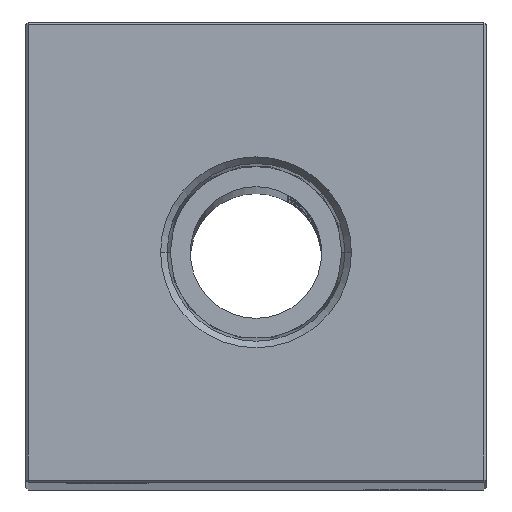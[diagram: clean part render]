
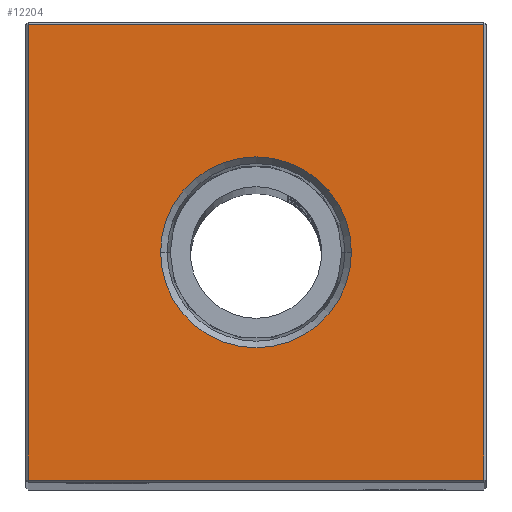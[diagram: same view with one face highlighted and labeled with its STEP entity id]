
A CAD part, top view. The second image highlights one B-rep face of the part: STEP entity #12204.
In plain terms, the highlighted planar face has unit normal (0, 0, 1).
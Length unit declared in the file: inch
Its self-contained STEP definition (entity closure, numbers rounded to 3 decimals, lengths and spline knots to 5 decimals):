
#284 = EDGE_CURVE ( 'NONE', #9132, #14868, #31994, .T. ) ;
#415 = VECTOR ( 'NONE', #26563, 39.37008 ) ;
#518 = DIRECTION ( 'NONE',  ( 0., -1., 0. ) ) ;
#1073 = AXIS2_PLACEMENT_3D ( 'NONE', #25329, #2321, #12557 ) ;
#1356 = CARTESIAN_POINT ( 'NONE',  ( -0.865, 0.865, 16. ) ) ;
#1619 = EDGE_CURVE ( 'NONE', #27460, #17056, #6045, .T. ) ;
#1903 = DIRECTION ( 'NONE',  ( 0., 1., 0. ) ) ;
#1979 = DIRECTION ( 'NONE',  ( 1., 0., 0. ) ) ;
#1995 = FACE_OUTER_BOUND ( 'NONE', #13492, .T. ) ;
#2321 = DIRECTION ( 'NONE',  ( 0., 0., -1. ) ) ;
#4342 = CARTESIAN_POINT ( 'NONE',  ( 0., 0., 16. ) ) ;
#4604 = AXIS2_PLACEMENT_3D ( 'NONE', #14752, #25008, #1979 ) ;
#5887 = CARTESIAN_POINT ( 'NONE',  ( -0.865, -0.865, 16. ) ) ;
#6026 = ORIENTED_EDGE ( 'NONE', *, *, #7543, .F. ) ;
#6045 = LINE ( 'NONE', #16336, #415 ) ;
#6911 = ORIENTED_EDGE ( 'NONE', *, *, #15380, .T. ) ;
#7543 = EDGE_CURVE ( 'NONE', #24814, #9829, #22211, .T. ) ;
#7675 = AXIS2_PLACEMENT_3D ( 'NONE', #4342, #14613, #24868 ) ;
#8950 = CARTESIAN_POINT ( 'NONE',  ( 0., 0.865, 16. ) ) ;
#9132 = VERTEX_POINT ( 'NONE', #14186 ) ;
#9829 = VERTEX_POINT ( 'NONE', #13857 ) ;
#10232 = VECTOR ( 'NONE', #518, 39.37008 ) ;
#10481 = EDGE_CURVE ( 'NONE', #9829, #24814, #19110, .T. ) ;
#10857 = ORIENTED_EDGE ( 'NONE', *, *, #1619, .T. ) ;
#12204 = ADVANCED_FACE ( 'NONE', ( #1995, #12232 ), #22492, .F. ) ;
#12232 = FACE_BOUND ( 'NONE', #33062, .T. ) ;
#12378 = ORIENTED_EDGE ( 'NONE', *, *, #10481, .F. ) ;
#12557 = DIRECTION ( 'NONE',  ( -1., 0., 0. ) ) ;
#12906 = EDGE_CURVE ( 'NONE', #14868, #27460, #13283, .T. ) ;
#13283 = LINE ( 'NONE', #23537, #10232 ) ;
#13492 = EDGE_LOOP ( 'NONE', ( #27452, #10857, #6911, #32671 ) ) ;
#13676 = CARTESIAN_POINT ( 'NONE',  ( 0.865, -0.865, 16. ) ) ;
#13857 = CARTESIAN_POINT ( 'NONE',  ( 0.3626, 0., 16. ) ) ;
#14186 = CARTESIAN_POINT ( 'NONE',  ( 0.865, 0.865, 16. ) ) ;
#14613 = DIRECTION ( 'NONE',  ( 0., 0., 1. ) ) ;
#14679 = LINE ( 'NONE', #24937, #27026 ) ;
#14752 = CARTESIAN_POINT ( 'NONE',  ( 0., 0., 16. ) ) ;
#14868 = VERTEX_POINT ( 'NONE', #1356 ) ;
#15380 = EDGE_CURVE ( 'NONE', #17056, #9132, #14679, .T. ) ;
#16336 = CARTESIAN_POINT ( 'NONE',  ( 0., -0.865, 16. ) ) ;
#17056 = VERTEX_POINT ( 'NONE', #13676 ) ;
#19110 = CIRCLE ( 'NONE', #4604, 0.3626 ) ;
#19208 = DIRECTION ( 'NONE',  ( -1., 0., 0. ) ) ;
#20997 = CARTESIAN_POINT ( 'NONE',  ( -0.3626, 0., 16. ) ) ;
#22211 = CIRCLE ( 'NONE', #7675, 0.3626 ) ;
#22492 = PLANE ( 'NONE',  #1073 ) ;
#23537 = CARTESIAN_POINT ( 'NONE',  ( -0.865, 0., 16. ) ) ;
#24814 = VERTEX_POINT ( 'NONE', #20997 ) ;
#24868 = DIRECTION ( 'NONE',  ( 1., 0., 0. ) ) ;
#24937 = CARTESIAN_POINT ( 'NONE',  ( 0.865, 0., 16. ) ) ;
#25008 = DIRECTION ( 'NONE',  ( 0., 0., 1. ) ) ;
#25329 = CARTESIAN_POINT ( 'NONE',  ( 0., 0., 16. ) ) ;
#26563 = DIRECTION ( 'NONE',  ( 1., 0., 0. ) ) ;
#27026 = VECTOR ( 'NONE', #1903, 39.37008 ) ;
#27452 = ORIENTED_EDGE ( 'NONE', *, *, #12906, .T. ) ;
#27460 = VERTEX_POINT ( 'NONE', #5887 ) ;
#28203 = VECTOR ( 'NONE', #19208, 39.37008 ) ;
#31994 = LINE ( 'NONE', #8950, #28203 ) ;
#32671 = ORIENTED_EDGE ( 'NONE', *, *, #284, .T. ) ;
#33062 = EDGE_LOOP ( 'NONE', ( #12378, #6026 ) ) ;
